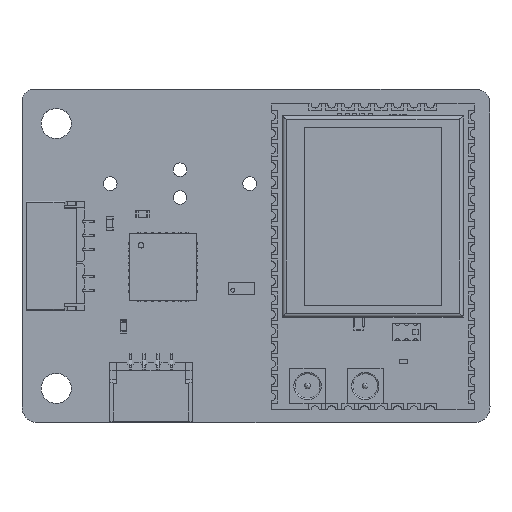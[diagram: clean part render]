
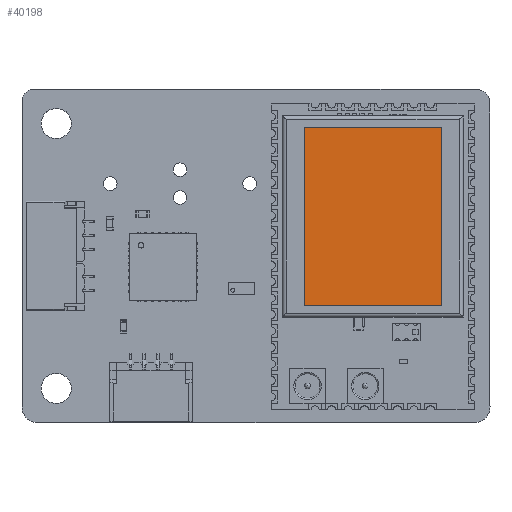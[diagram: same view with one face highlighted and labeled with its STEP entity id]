
A CAD part, top view. The second image highlights one B-rep face of the part: STEP entity #40198.
In plain terms, the highlighted planar face has unit normal (0, 0, 1).
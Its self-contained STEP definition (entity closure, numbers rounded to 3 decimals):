
#2313=FACE_OUTER_BOUND('',#4522,.T.);
#4522=EDGE_LOOP('',(#32356,#32357,#32358,#32359));
#8574=LINE('',#61319,#13762);
#8575=LINE('',#61322,#13763);
#8576=LINE('',#61324,#13764);
#8577=LINE('',#61325,#13765);
#13762=VECTOR('',#50125,10.);
#13763=VECTOR('',#50128,10.);
#13764=VECTOR('',#50129,10.);
#13765=VECTOR('',#50130,10.);
#18094=VERTEX_POINT('',#61315);
#18095=VERTEX_POINT('',#61317);
#18096=VERTEX_POINT('',#61321);
#18097=VERTEX_POINT('',#61323);
#23079=EDGE_CURVE('',#18094,#18095,#8574,.T.);
#23080=EDGE_CURVE('',#18095,#18096,#8575,.T.);
#23081=EDGE_CURVE('',#18096,#18097,#8576,.T.);
#23082=EDGE_CURVE('',#18097,#18094,#8577,.T.);
#32356=ORIENTED_EDGE('',*,*,#23079,.T.);
#32357=ORIENTED_EDGE('',*,*,#23080,.T.);
#32358=ORIENTED_EDGE('',*,*,#23081,.T.);
#32359=ORIENTED_EDGE('',*,*,#23082,.T.);
#37875=PLANE('',#42653);
#40198=ADVANCED_FACE('',(#2313),#37875,.T.);
#42653=AXIS2_PLACEMENT_3D('',#61320,#50126,#50127);
#50125=DIRECTION('',(-1.,0.,0.));
#50126=DIRECTION('center_axis',(0.,0.,1.));
#50127=DIRECTION('ref_axis',(0.,1.,0.));
#50128=DIRECTION('',(0.,-1.,0.));
#50129=DIRECTION('',(1.,0.,0.));
#50130=DIRECTION('',(0.,1.,0.));
#61315=CARTESIAN_POINT('',(30.558,21.531,3.485));
#61317=CARTESIAN_POINT('',(20.558,21.531,3.485));
#61319=CARTESIAN_POINT('',(30.558,21.531,3.485));
#61320=CARTESIAN_POINT('Origin',(20.558,15.031,3.485));
#61321=CARTESIAN_POINT('',(20.558,8.531,3.485));
#61322=CARTESIAN_POINT('',(20.558,21.531,3.485));
#61323=CARTESIAN_POINT('',(30.558,8.531,3.485));
#61324=CARTESIAN_POINT('',(20.558,8.531,3.485));
#61325=CARTESIAN_POINT('',(30.558,8.531,3.485));
